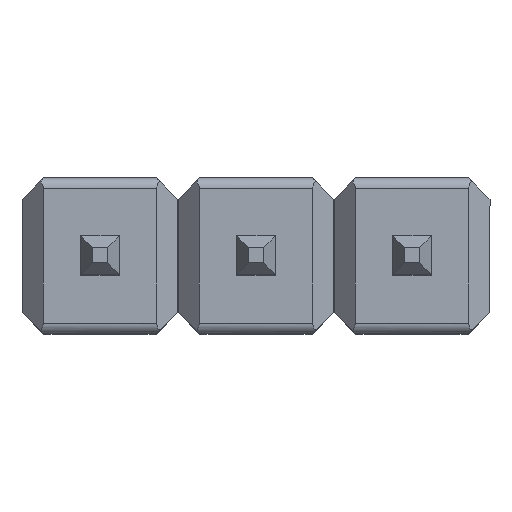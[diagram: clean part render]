
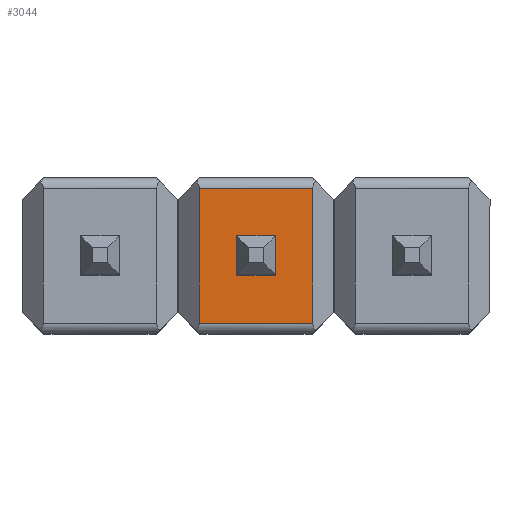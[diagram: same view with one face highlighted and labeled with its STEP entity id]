
A CAD part, top view. The second image highlights one B-rep face of the part: STEP entity #3044.
In plain terms, the highlighted planar face has unit normal (0, 0, 1).
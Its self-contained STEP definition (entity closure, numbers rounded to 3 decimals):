
#30 = CARTESIAN_POINT ( 'NONE',  ( 1.597, -1.295, 2.8 ) ) ;
#114 = DIRECTION ( 'NONE',  ( 0., 1., 0. ) ) ;
#129 = CARTESIAN_POINT ( 'NONE',  ( 3.465, -1.295, 2.8 ) ) ;
#141 = EDGE_LOOP ( 'NONE', ( #1019, #1836, #3017, #1064 ) ) ;
#157 = EDGE_CURVE ( 'NONE', #2246, #2431, #1249, .T. ) ;
#269 = CARTESIAN_POINT ( 'NONE',  ( 3.465, -1.097, 2.8 ) ) ;
#278 = VECTOR ( 'NONE', #554, 1000. ) ;
#287 = ORIENTED_EDGE ( 'NONE', *, *, #706, .T. ) ;
#305 = PLANE ( 'NONE',  #2740 ) ;
#320 = LINE ( 'NONE', #2082, #278 ) ;
#485 = LINE ( 'NONE', #2920, #3004 ) ;
#492 = CARTESIAN_POINT ( 'NONE',  ( 2.855, -0.315, 2.8 ) ) ;
#509 = VECTOR ( 'NONE', #1102, 1000. ) ;
#525 = LINE ( 'NONE', #1329, #509 ) ;
#537 = DIRECTION ( 'NONE',  ( 1., 0., 0. ) ) ;
#554 = DIRECTION ( 'NONE',  ( 0., 1., 0. ) ) ;
#606 = EDGE_CURVE ( 'NONE', #2319, #3321, #637, .T. ) ;
#630 = VECTOR ( 'NONE', #114, 1000. ) ;
#637 = LINE ( 'NONE', #129, #630 ) ;
#706 = EDGE_CURVE ( 'NONE', #3321, #2246, #525, .T. ) ;
#792 = CARTESIAN_POINT ( 'NONE',  ( 1.615, -1.097, 2.8 ) ) ;
#908 = EDGE_CURVE ( 'NONE', #3319, #3253, #320, .T. ) ;
#999 = DIRECTION ( 'NONE',  ( -1., 0., 0. ) ) ;
#1019 = ORIENTED_EDGE ( 'NONE', *, *, #2874, .F. ) ;
#1052 = FACE_BOUND ( 'NONE', #141, .T. ) ;
#1064 = ORIENTED_EDGE ( 'NONE', *, *, #1877, .F. ) ;
#1083 = VECTOR ( 'NONE', #2514, 1000. ) ;
#1102 = DIRECTION ( 'NONE',  ( -1., 0., 0. ) ) ;
#1118 = LINE ( 'NONE', #2817, #1177 ) ;
#1140 = CARTESIAN_POINT ( 'NONE',  ( 2.225, 0.315, 2.8 ) ) ;
#1164 = LINE ( 'NONE', #492, #1083 ) ;
#1177 = VECTOR ( 'NONE', #999, 1000. ) ;
#1208 = FACE_OUTER_BOUND ( 'NONE', #3076, .T. ) ;
#1231 = VECTOR ( 'NONE', #2224, 1000. ) ;
#1249 = LINE ( 'NONE', #1974, #1231 ) ;
#1308 = ORIENTED_EDGE ( 'NONE', *, *, #606, .T. ) ;
#1329 = CARTESIAN_POINT ( 'NONE',  ( 1.597, 1.097, 2.8 ) ) ;
#1376 = DIRECTION ( 'NONE',  ( 0., 1., 0. ) ) ;
#1419 = ORIENTED_EDGE ( 'NONE', *, *, #2416, .F. ) ;
#1445 = CARTESIAN_POINT ( 'NONE',  ( 2.855, -0.315, 2.8 ) ) ;
#1525 = VECTOR ( 'NONE', #2335, 1000. ) ;
#1575 = LINE ( 'NONE', #2857, #1525 ) ;
#1831 = CARTESIAN_POINT ( 'NONE',  ( 2.855, 0.315, 2.8 ) ) ;
#1836 = ORIENTED_EDGE ( 'NONE', *, *, #908, .T. ) ;
#1877 = EDGE_CURVE ( 'NONE', #2708, #2444, #485, .T. ) ;
#1974 = CARTESIAN_POINT ( 'NONE',  ( 1.615, -1.295, 2.8 ) ) ;
#2070 = DIRECTION ( 'NONE',  ( 0., 0., 1. ) ) ;
#2082 = CARTESIAN_POINT ( 'NONE',  ( 2.225, -1.295, 2.8 ) ) ;
#2224 = DIRECTION ( 'NONE',  ( 0., -1., 0. ) ) ;
#2246 = VERTEX_POINT ( 'NONE', #3293 ) ;
#2319 = VERTEX_POINT ( 'NONE', #269 ) ;
#2335 = DIRECTION ( 'NONE',  ( -1., 0., 0. ) ) ;
#2416 = EDGE_CURVE ( 'NONE', #2319, #2431, #1575, .T. ) ;
#2431 = VERTEX_POINT ( 'NONE', #792 ) ;
#2444 = VERTEX_POINT ( 'NONE', #1831 ) ;
#2495 = CARTESIAN_POINT ( 'NONE',  ( 3.465, 1.097, 2.8 ) ) ;
#2512 = ORIENTED_EDGE ( 'NONE', *, *, #157, .T. ) ;
#2514 = DIRECTION ( 'NONE',  ( 1., 0., 0. ) ) ;
#2708 = VERTEX_POINT ( 'NONE', #1445 ) ;
#2740 = AXIS2_PLACEMENT_3D ( 'NONE', #30, #2070, #537 ) ;
#2817 = CARTESIAN_POINT ( 'NONE',  ( 2.225, 0.315, 2.8 ) ) ;
#2857 = CARTESIAN_POINT ( 'NONE',  ( 2.62, -1.097, 2.8 ) ) ;
#2874 = EDGE_CURVE ( 'NONE', #3319, #2708, #1164, .T. ) ;
#2920 = CARTESIAN_POINT ( 'NONE',  ( 2.855, 0.315, 2.8 ) ) ;
#2995 = EDGE_CURVE ( 'NONE', #2444, #3253, #1118, .T. ) ;
#3004 = VECTOR ( 'NONE', #1376, 1000. ) ;
#3011 = CARTESIAN_POINT ( 'NONE',  ( 2.225, -0.315, 2.8 ) ) ;
#3017 = ORIENTED_EDGE ( 'NONE', *, *, #2995, .F. ) ;
#3044 = ADVANCED_FACE ( 'NONE', ( #1052, #1208 ), #305, .T. ) ;
#3076 = EDGE_LOOP ( 'NONE', ( #1308, #287, #2512, #1419 ) ) ;
#3253 = VERTEX_POINT ( 'NONE', #1140 ) ;
#3293 = CARTESIAN_POINT ( 'NONE',  ( 1.615, 1.097, 2.8 ) ) ;
#3319 = VERTEX_POINT ( 'NONE', #3011 ) ;
#3321 = VERTEX_POINT ( 'NONE', #2495 ) ;
